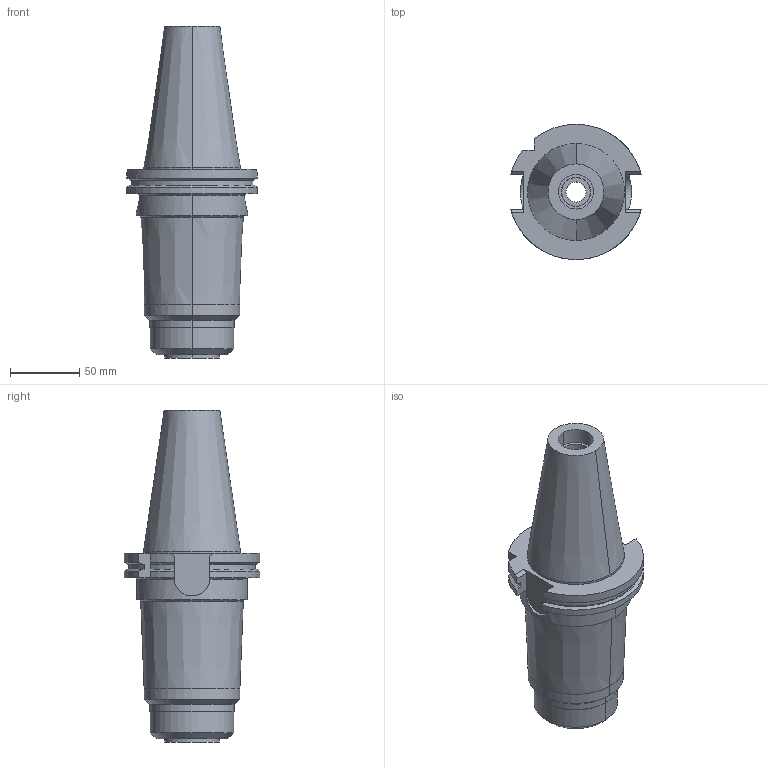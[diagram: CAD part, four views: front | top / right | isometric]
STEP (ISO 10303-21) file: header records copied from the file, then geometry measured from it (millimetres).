
FILE_DESCRIPTION((''),'2;1');
FILE_NAME('BDV50-MEGA20DS-135','2018-03-06T',('ykawabe'),(''),'CREO PARAMETRIC BY PTC INC, 2016380','CREO PARAMETRIC BY PTC INC, 2016380','');
FILE_SCHEMA(('AUTOMOTIVE_DESIGN { 1 0 10303 214 1 1 1 1 }'));
Length unit declared in the file: millimetre
Products named in the file (1): BDV50-MEGA20DS-135
Bounding box: 94.05 x 97.5 x 239.15 mm (x, y, z)
Volume: 741473.8 mm3; surface area: 75249.8 mm2
Topology: 1 solids, 1 shells, 83 faces, 225 edges, 152 vertices
Faces by surface type: cylinder 35, plane 30, cone 18
Entity records: 3616 total; most frequent: CARTESIAN_POINT 598, DIRECTION 479, ORIENTED_EDGE 450, PRESENTATION_STYLE_ASSIGNMENT 230, STYLED_ITEM 230, CURVE_STYLE 229, EDGE_CURVE 225, AXIS2_PLACEMENT_3D 192
